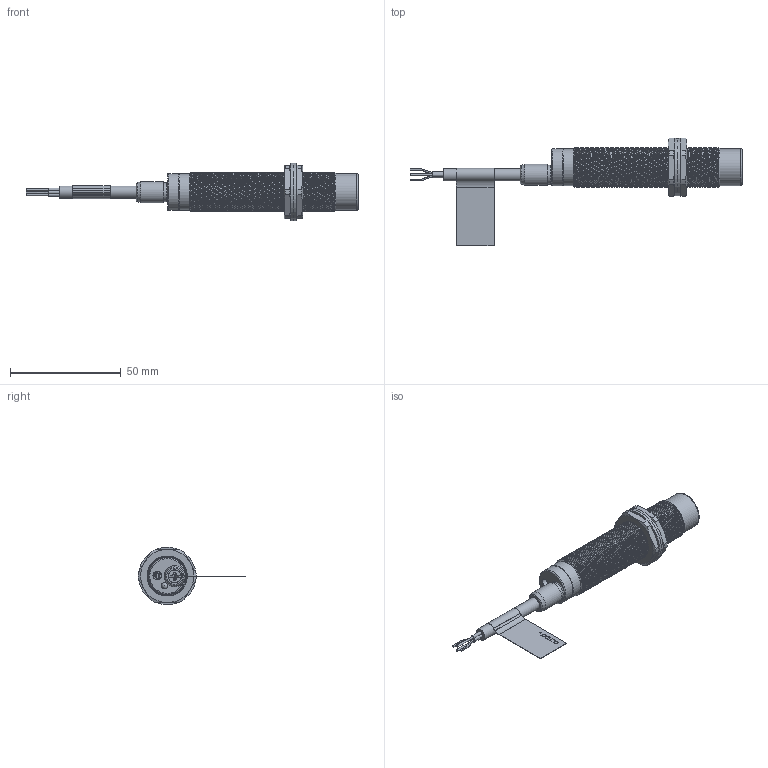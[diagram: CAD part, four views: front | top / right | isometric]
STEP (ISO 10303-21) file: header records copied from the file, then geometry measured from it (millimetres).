
FILE_DESCRIPTION(/* description */ ('Unknown'),/* implementation_level */ '2;1');
FILE_NAME(/* name */ '_VBI_M18-86V',/* time_stamp */ '2022-04-25T11:45:28+05:00',/* author */ ('Unknown'),/* organization */ ('Unknown'),/* preprocessor_version */ 'ST-DEVELOPER v16.7',/* originating_system */ 'Solid Edge',/* authorisation */ 'Unknown');
FILE_SCHEMA (('AUTOMOTIVE_DESIGN {1 0 10303 214 3 1 1}'));
Length unit declared in the file: millimetre
Products named in the file (20): ﾂﾁﾈ-ﾌ18-76(86)ﾂ-2ﾕﾕﾕ..; 11.415.000 (2ﾕﾕﾕ); 11.311.101 êàòóøêà èíäóêòèâíîñòè; À4.014 Êàðêàñ êàòóøêè; ×àøêà ×14; Ä1.009 Äåðæàòåëü (Ì18-öàíãà-2); Ïëàòà; Ã1.003 Êîëïà÷îê; À0.199 Êîðïóñ; 11.429.000-01 ﾂﾁﾈ-ﾌ18-56ﾂ-ﾕ113-ﾑ; 11.684.000 ﾂﾁﾈ-ﾌ18-46ﾕ-ﾕ1113-ﾑ.51; 11.386.101 êàòóøêà èíäóêòèâíîñòè; Á0.102 Êðûøêà; Â0.098 Óïëîòíåíèå íà øòóöåð ; Ý6.025-03 Êàáåëü; L-34ID êðàñíûé íîæêè 6 ìì; Êîëüöî 13,0õ1,0 (013-015-10); Ýòèêåòêà 70õ17 äëÿ ÂÁÈ-Ì12 íà êàáåëü; Ê1.004 Ãàéêà Ì18õ1; Washer_DIN_6797_J_17_v16.00
Assembly tree (25 placements, depth 4):
  ﾂﾁﾈ-ﾌ18-76(86)ﾂ-2ﾕﾕﾕ..
    11.415.000 (2ﾕﾕﾕ)
      11.311.101 êàòóøêà èíäóêòèâíîñòè
        À4.014 Êàðêàñ êàòóøêè
        ×àøêà ×14
      Ä1.009 Äåðæàòåëü (Ì18-öàíãà-2)
      Ïëàòà
      Ã1.003 Êîëïà÷îê
    À0.199 Êîðïóñ
    11.429.000-01 ﾂﾁﾈ-ﾌ18-56ﾂ-ﾕ113-ﾑ
      Ä1.009 Äåðæàòåëü (Ì18-öàíãà-2)
      11.684.000 ﾂﾁﾈ-ﾌ18-46ﾕ-ﾕ1113-ﾑ.51
      11.386.101 êàòóøêà èíäóêòèâíîñòè
        À4.014 Êàðêàñ êàòóøêè
        ×àøêà ×14
      Ã1.003 Êîëïà÷îê
    Á0.102 Êðûøêà
    Â0.098 Óïëîòíåíèå íà øòóöåð 
    Ý6.025-03 Êàáåëü
    L-34ID êðàñíûé íîæêè 6 ìì
    Êîëüöî 13,0õ1,0 (013-015-10)
    Ýòèêåòêà 70õ17 äëÿ ÂÁÈ-Ì12 íà êàáåëü
    Ê1.004 Ãàéêà Ì18õ1  x2
    Washer_DIN_6797_J_17_v16.00  x2
Bounding box: 150 x 48.79 x 25.95 mm (x, y, z)
Volume: 13069.3 mm3; surface area: 28944.7 mm2
Topology: 23 solids, 23 shells, 685 faces, 1675 edges, 1092 vertices
Faces by surface type: plane 381, cylinder 211, cone 60, bspline 19, torus 13, sphere 1
Full cylindrical faces by diameter (mm): 0.5 x1, 0.9 x2, 1 x2, 1.5 x1, 2.4 x1, 3 x4, 3.55 x1, 5.6 x1, 5.7 x1, 6 x2, 6.1 x2, 7 x1, 7.1 x2, 7.4 x2, 7.8 x2, 8 x3, 8.4 x3, 9.6 x1, 11.6 x2, 12.6 x1, 13.6 x1, 14.5 x2, 15.1 x3, 15.2 x1, 15.25 x1, 15.38 x1, 15.5 x2, 15.6 x1, 16.6 x2, 16.7 x2
Entity records: 32734 total; most frequent: CARTESIAN_POINT 20459, DIRECTION 2274, ORIENTED_EDGE 2112, EDGE_CURVE 1056, AXIS2_PLACEMENT_3D 808, VERTEX_POINT 732, LINE 658, VECTOR 658
